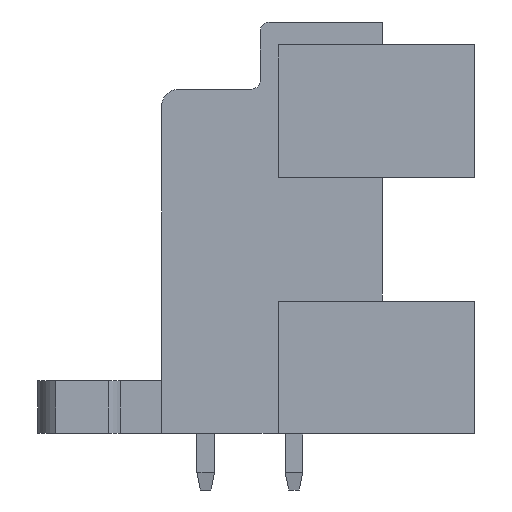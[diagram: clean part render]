
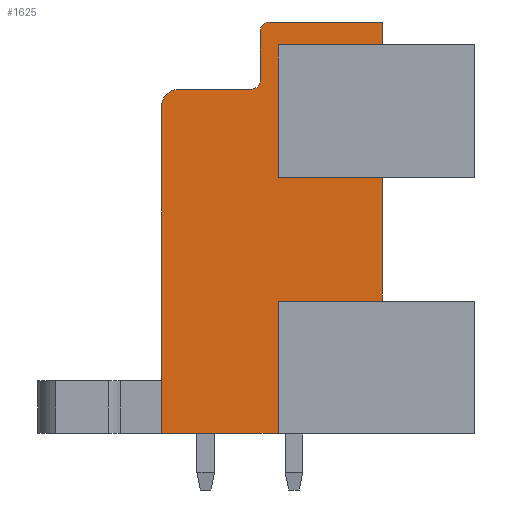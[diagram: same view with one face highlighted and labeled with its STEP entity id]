
A CAD part, left-side view. The second image highlights one B-rep face of the part: STEP entity #1625.
In plain terms, the highlighted planar face has unit normal (-1, 0, 0).
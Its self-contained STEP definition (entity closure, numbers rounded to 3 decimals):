
#105=AXIS2_PLACEMENT_3D('Plane Axis2P3D',#102,#103,#104) ;
#1362=AXIS2_PLACEMENT_3D('Circle Axis2P3D',#1360,#1361,$) ;
#1410=AXIS2_PLACEMENT_3D('Circle Axis2P3D',#1408,#1409,$) ;
#1458=AXIS2_PLACEMENT_3D('Circle Axis2P3D',#1456,#1457,$) ;
#36=CARTESIAN_POINT('Line Origine',(0.7,11.1,6.95)) ;
#40=CARTESIAN_POINT('Vertex',(0.7,11.1,10.7)) ;
#42=CARTESIAN_POINT('Vertex',(0.7,11.1,3.2)) ;
#102=CARTESIAN_POINT('Axis2P3D Location',(0.7,0.,0.)) ;
#142=CARTESIAN_POINT('Line Origine',(0.7,11.1,21.45)) ;
#146=CARTESIAN_POINT('Vertex',(0.7,11.1,25.2)) ;
#148=CARTESIAN_POINT('Vertex',(0.7,11.1,17.7)) ;
#828=CARTESIAN_POINT('Vertex',(0.7,5.2,17.7)) ;
#831=CARTESIAN_POINT('Line Origine',(0.7,5.2,14.2)) ;
#835=CARTESIAN_POINT('Vertex',(0.7,5.2,10.7)) ;
#1302=CARTESIAN_POINT('Vertex',(0.7,5.2,26.5)) ;
#1305=CARTESIAN_POINT('Line Origine',(0.7,5.2,25.85)) ;
#1309=CARTESIAN_POINT('Vertex',(0.7,5.2,25.2)) ;
#1333=CARTESIAN_POINT('Vertex',(0.7,11.6,26.5)) ;
#1336=CARTESIAN_POINT('Line Origine',(0.7,8.4,26.5)) ;
#1357=CARTESIAN_POINT('Vertex',(0.7,12.1,26.)) ;
#1360=CARTESIAN_POINT('Axis2P3D Location',(0.7,11.6,26.)) ;
#1381=CARTESIAN_POINT('Vertex',(0.7,12.1,23.2)) ;
#1384=CARTESIAN_POINT('Line Origine',(0.7,12.1,24.6)) ;
#1405=CARTESIAN_POINT('Vertex',(0.7,12.6,22.7)) ;
#1408=CARTESIAN_POINT('Axis2P3D Location',(0.7,12.6,23.2)) ;
#1429=CARTESIAN_POINT('Vertex',(0.7,16.7,22.7)) ;
#1432=CARTESIAN_POINT('Line Origine',(0.7,14.65,22.7)) ;
#1453=CARTESIAN_POINT('Vertex',(0.7,17.7,21.7)) ;
#1456=CARTESIAN_POINT('Axis2P3D Location',(0.7,16.7,21.7)) ;
#1535=CARTESIAN_POINT('Vertex',(0.7,17.7,3.2)) ;
#1538=CARTESIAN_POINT('Line Origine',(0.7,17.7,12.45)) ;
#1588=CARTESIAN_POINT('Line Origine',(0.7,8.15,17.7)) ;
#1593=CARTESIAN_POINT('Line Origine',(0.7,8.15,25.2)) ;
#1598=CARTESIAN_POINT('Line Origine',(0.7,14.4,3.2)) ;
#1603=CARTESIAN_POINT('Line Origine',(0.7,8.15,10.7)) ;
#37=DIRECTION('Vector Direction',(0.,0.,1.)) ;
#103=DIRECTION('Axis2P3D Direction',(-1.,0.,0.)) ;
#104=DIRECTION('Axis2P3D XDirection',(0.,-1.,0.)) ;
#143=DIRECTION('Vector Direction',(0.,0.,1.)) ;
#832=DIRECTION('Vector Direction',(0.,0.,-1.)) ;
#1306=DIRECTION('Vector Direction',(0.,0.,-1.)) ;
#1337=DIRECTION('Vector Direction',(0.,-1.,0.)) ;
#1361=DIRECTION('Axis2P3D Direction',(-1.,0.,0.)) ;
#1385=DIRECTION('Vector Direction',(0.,0.,1.)) ;
#1409=DIRECTION('Axis2P3D Direction',(-1.,0.,0.)) ;
#1433=DIRECTION('Vector Direction',(0.,-1.,0.)) ;
#1457=DIRECTION('Axis2P3D Direction',(-1.,0.,0.)) ;
#1539=DIRECTION('Vector Direction',(0.,0.,1.)) ;
#1589=DIRECTION('Vector Direction',(0.,1.,0.)) ;
#1594=DIRECTION('Vector Direction',(0.,-1.,0.)) ;
#1599=DIRECTION('Vector Direction',(0.,1.,0.)) ;
#1604=DIRECTION('Vector Direction',(0.,-1.,0.)) ;
#38=VECTOR('Line Direction',#37,1.) ;
#144=VECTOR('Line Direction',#143,1.) ;
#833=VECTOR('Line Direction',#832,1.) ;
#1307=VECTOR('Line Direction',#1306,1.) ;
#1338=VECTOR('Line Direction',#1337,1.) ;
#1386=VECTOR('Line Direction',#1385,1.) ;
#1434=VECTOR('Line Direction',#1433,1.) ;
#1540=VECTOR('Line Direction',#1539,1.) ;
#1590=VECTOR('Line Direction',#1589,1.) ;
#1595=VECTOR('Line Direction',#1594,1.) ;
#1600=VECTOR('Line Direction',#1599,1.) ;
#1605=VECTOR('Line Direction',#1604,1.) ;
#1609=ORIENTED_EDGE('',*,*,#1592,.F.) ;
#1610=ORIENTED_EDGE('',*,*,#150,.F.) ;
#1611=ORIENTED_EDGE('',*,*,#1597,.F.) ;
#1612=ORIENTED_EDGE('',*,*,#1311,.T.) ;
#1613=ORIENTED_EDGE('',*,*,#1340,.T.) ;
#1614=ORIENTED_EDGE('',*,*,#1364,.T.) ;
#1615=ORIENTED_EDGE('',*,*,#1388,.T.) ;
#1616=ORIENTED_EDGE('',*,*,#1412,.T.) ;
#1617=ORIENTED_EDGE('',*,*,#1436,.T.) ;
#1618=ORIENTED_EDGE('',*,*,#1460,.T.) ;
#1619=ORIENTED_EDGE('',*,*,#1542,.T.) ;
#1620=ORIENTED_EDGE('',*,*,#1602,.T.) ;
#1621=ORIENTED_EDGE('',*,*,#44,.F.) ;
#1622=ORIENTED_EDGE('',*,*,#1607,.F.) ;
#1623=ORIENTED_EDGE('',*,*,#837,.T.) ;
#1625=ADVANCED_FACE('Housing',(#1624),#106,.T.) ;
#1363=CIRCLE('generated circle',#1362,0.5) ;
#1411=CIRCLE('generated circle',#1410,0.5) ;
#1459=CIRCLE('generated circle',#1458,1.) ;
#44=EDGE_CURVE('',#41,#43,#39,.F.) ;
#150=EDGE_CURVE('',#147,#149,#145,.F.) ;
#837=EDGE_CURVE('',#836,#829,#834,.F.) ;
#1311=EDGE_CURVE('',#1310,#1303,#1308,.F.) ;
#1340=EDGE_CURVE('',#1303,#1334,#1339,.F.) ;
#1364=EDGE_CURVE('',#1334,#1358,#1363,.T.) ;
#1388=EDGE_CURVE('',#1358,#1382,#1387,.F.) ;
#1412=EDGE_CURVE('',#1382,#1406,#1411,.F.) ;
#1436=EDGE_CURVE('',#1406,#1430,#1435,.F.) ;
#1460=EDGE_CURVE('',#1430,#1454,#1459,.T.) ;
#1542=EDGE_CURVE('',#1454,#1536,#1541,.F.) ;
#1592=EDGE_CURVE('',#149,#829,#1591,.F.) ;
#1597=EDGE_CURVE('',#1310,#147,#1596,.F.) ;
#1602=EDGE_CURVE('',#1536,#43,#1601,.F.) ;
#1607=EDGE_CURVE('',#836,#41,#1606,.F.) ;
#1608=EDGE_LOOP('',(#1609,#1610,#1611,#1612,#1613,#1614,#1615,#1616,#1617,#1618,#1619,#1620,#1621,#1622,#1623)) ;
#1624=FACE_OUTER_BOUND('',#1608,.T.) ;
#39=LINE('Line',#36,#38) ;
#145=LINE('Line',#142,#144) ;
#834=LINE('Line',#831,#833) ;
#1308=LINE('Line',#1305,#1307) ;
#1339=LINE('Line',#1336,#1338) ;
#1387=LINE('Line',#1384,#1386) ;
#1435=LINE('Line',#1432,#1434) ;
#1541=LINE('Line',#1538,#1540) ;
#1591=LINE('Line',#1588,#1590) ;
#1596=LINE('Line',#1593,#1595) ;
#1601=LINE('Line',#1598,#1600) ;
#1606=LINE('Line',#1603,#1605) ;
#106=PLANE('',#105) ;
#41=VERTEX_POINT('',#40) ;
#43=VERTEX_POINT('',#42) ;
#147=VERTEX_POINT('',#146) ;
#149=VERTEX_POINT('',#148) ;
#829=VERTEX_POINT('',#828) ;
#836=VERTEX_POINT('',#835) ;
#1303=VERTEX_POINT('',#1302) ;
#1310=VERTEX_POINT('',#1309) ;
#1334=VERTEX_POINT('',#1333) ;
#1358=VERTEX_POINT('',#1357) ;
#1382=VERTEX_POINT('',#1381) ;
#1406=VERTEX_POINT('',#1405) ;
#1430=VERTEX_POINT('',#1429) ;
#1454=VERTEX_POINT('',#1453) ;
#1536=VERTEX_POINT('',#1535) ;
